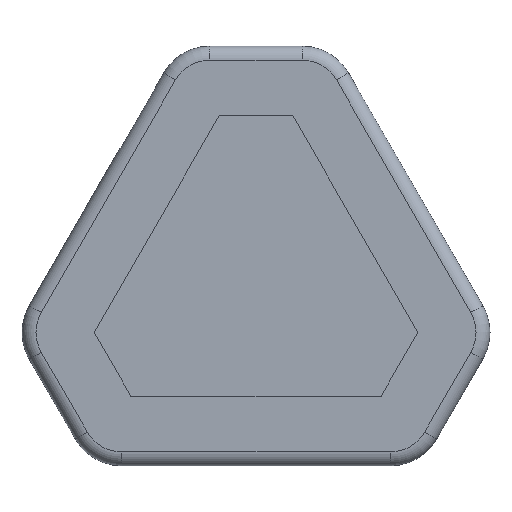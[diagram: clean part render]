
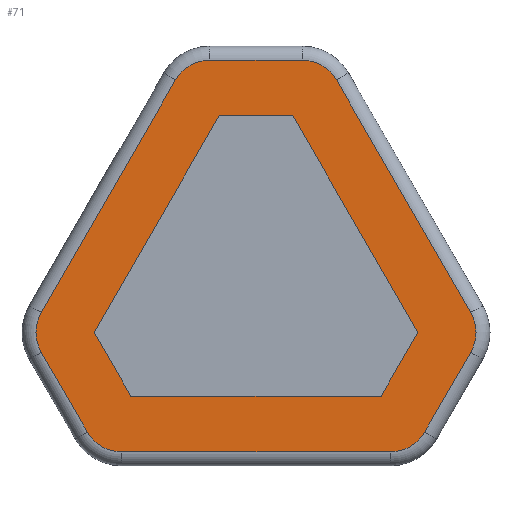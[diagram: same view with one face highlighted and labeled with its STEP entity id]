
A CAD part, front view. The second image highlights one B-rep face of the part: STEP entity #71.
In plain terms, the highlighted planar face has unit normal (0, -1, 0).
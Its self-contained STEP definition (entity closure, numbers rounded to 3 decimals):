
#11 = VECTOR ( 'NONE', #385, 1000. ) ;
#26 = CIRCLE ( 'NONE', #2232, 3.7 ) ;
#31 = ORIENTED_EDGE ( 'NONE', *, *, #178, .F. ) ;
#37 = ORIENTED_EDGE ( 'NONE', *, *, #560, .T. ) ;
#62 = CARTESIAN_POINT ( 'NONE',  ( -32.717, 0., 1.406 ) ) ;
#71 = ADVANCED_FACE ( 'NONE', ( #1510, #1090 ), #730, .F. ) ;
#77 = EDGE_CURVE ( 'NONE', #230, #1854, #1865, .T. ) ;
#79 = CARTESIAN_POINT ( 'NONE',  ( -21.052, 0., 21.611 ) ) ;
#105 = EDGE_CURVE ( 'NONE', #1531, #868, #134, .T. ) ;
#134 = CIRCLE ( 'NONE', #646, 3.7 ) ;
#178 = EDGE_CURVE ( 'NONE', #2333, #1008, #374, .T. ) ;
#230 = VERTEX_POINT ( 'NONE', #2140 ) ;
#234 = EDGE_CURVE ( 'NONE', #1613, #2333, #1562, .T. ) ;
#237 = CIRCLE ( 'NONE', #1609, 3.7 ) ;
#247 = CARTESIAN_POINT ( 'NONE',  ( -25.122, 0., 24.961 ) ) ;
#291 = VERTEX_POINT ( 'NONE', #1218 ) ;
#329 = CARTESIAN_POINT ( 'NONE',  ( -2.519, 0., 1.406 ) ) ;
#333 = DIRECTION ( 'NONE',  ( -0.5, 0., 0.866 ) ) ;
#336 = CARTESIAN_POINT ( 'NONE',  ( -21.052, 0., 21.611 ) ) ;
#348 = DIRECTION ( 'NONE',  ( -0.5, 0., -0.866 ) ) ;
#370 = VERTEX_POINT ( 'NONE', #247 ) ;
#374 = LINE ( 'NONE', #336, #2053 ) ;
#379 = CARTESIAN_POINT ( 'NONE',  ( -5.953, 0., -4.542 ) ) ;
#385 = DIRECTION ( 'NONE',  ( -1., 0., 0. ) ) ;
#389 = CARTESIAN_POINT ( 'NONE',  ( -37.653, 0., 3.256 ) ) ;
#408 = CARTESIAN_POINT ( 'NONE',  ( -2.519, 0., 1.406 ) ) ;
#448 = LINE ( 'NONE', #62, #933 ) ;
#467 = ORIENTED_EDGE ( 'NONE', *, *, #839, .F. ) ;
#497 = CARTESIAN_POINT ( 'NONE',  ( -21.918, 0., 26.811 ) ) ;
#507 = EDGE_CURVE ( 'NONE', #1854, #370, #2013, .T. ) ;
#515 = LINE ( 'NONE', #766, #1096 ) ;
#560 = EDGE_CURVE ( 'NONE', #831, #1111, #1098, .T. ) ;
#564 = ORIENTED_EDGE ( 'NONE', *, *, #637, .F. ) ;
#588 = VERTEX_POINT ( 'NONE', #1506 ) ;
#606 = VECTOR ( 'NONE', #1848, 1000. ) ;
#609 = VECTOR ( 'NONE', #333, 1000. ) ;
#629 = ORIENTED_EDGE ( 'NONE', *, *, #507, .T. ) ;
#637 = EDGE_CURVE ( 'NONE', #1635, #1785, #515, .T. ) ;
#646 = AXIS2_PLACEMENT_3D ( 'NONE', #1876, #1300, #2080 ) ;
#730 = PLANE ( 'NONE',  #1169 ) ;
#751 = EDGE_CURVE ( 'NONE', #1747, #230, #761, .T. ) ;
#761 = CIRCLE ( 'NONE', #1391, 3.7 ) ;
#766 = CARTESIAN_POINT ( 'NONE',  ( -29.283, 0., -4.542 ) ) ;
#792 = DIRECTION ( 'NONE',  ( -0.5, 0., 0.866 ) ) ;
#820 = EDGE_LOOP ( 'NONE', ( #31, #1256, #2011, #467, #564, #1082 ) ) ;
#825 = CARTESIAN_POINT ( 'NONE',  ( -33.353, 0., -7.892 ) ) ;
#831 = VERTEX_POINT ( 'NONE', #2213 ) ;
#839 = EDGE_CURVE ( 'NONE', #1785, #918, #1636, .T. ) ;
#849 = VECTOR ( 'NONE', #2434, 1000. ) ;
#863 = DIRECTION ( 'NONE',  ( 0.5, 0., -0.866 ) ) ;
#868 = VERTEX_POINT ( 'NONE', #1526 ) ;
#918 = VERTEX_POINT ( 'NONE', #329 ) ;
#928 = DIRECTION ( 'NONE',  ( 0., -1., 0. ) ) ;
#933 = VECTOR ( 'NONE', #863, 1000. ) ;
#946 = CARTESIAN_POINT ( 'NONE',  ( 2.418, 0., -0.444 ) ) ;
#988 = CARTESIAN_POINT ( 'NONE',  ( -32.717, 0., 1.406 ) ) ;
#1008 = VERTEX_POINT ( 'NONE', #988 ) ;
#1063 = CARTESIAN_POINT ( 'NONE',  ( -21.918, 0., 23.111 ) ) ;
#1071 = ORIENTED_EDGE ( 'NONE', *, *, #1662, .T. ) ;
#1078 = CARTESIAN_POINT ( 'NONE',  ( -5.087, 0., -9.742 ) ) ;
#1082 = ORIENTED_EDGE ( 'NONE', *, *, #1181, .F. ) ;
#1088 = EDGE_CURVE ( 'NONE', #370, #1531, #1179, .T. ) ;
#1090 = FACE_OUTER_BOUND ( 'NONE', #2033, .T. ) ;
#1096 = VECTOR ( 'NONE', #1981, 1000. ) ;
#1098 = LINE ( 'NONE', #1657, #1221 ) ;
#1111 = VERTEX_POINT ( 'NONE', #946 ) ;
#1169 = AXIS2_PLACEMENT_3D ( 'NONE', #2498, #1278, #2056 ) ;
#1177 = EDGE_CURVE ( 'NONE', #291, #1187, #2043, .T. ) ;
#1179 = LINE ( 'NONE', #389, #2306 ) ;
#1181 = EDGE_CURVE ( 'NONE', #1008, #1635, #448, .T. ) ;
#1187 = VERTEX_POINT ( 'NONE', #1078 ) ;
#1202 = CARTESIAN_POINT ( 'NONE',  ( -0.787, 0., 1.406 ) ) ;
#1216 = DIRECTION ( 'NONE',  ( 0., -1., 0. ) ) ;
#1218 = CARTESIAN_POINT ( 'NONE',  ( -30.149, 0., -9.742 ) ) ;
#1220 = AXIS2_PLACEMENT_3D ( 'NONE', #1063, #2236, #1244 ) ;
#1221 = VECTOR ( 'NONE', #1457, 1000. ) ;
#1224 = CARTESIAN_POINT ( 'NONE',  ( -13.318, 0., 23.111 ) ) ;
#1232 = ORIENTED_EDGE ( 'NONE', *, *, #77, .T. ) ;
#1244 = DIRECTION ( 'NONE',  ( 0., 0., 1. ) ) ;
#1256 = ORIENTED_EDGE ( 'NONE', *, *, #234, .F. ) ;
#1278 = DIRECTION ( 'NONE',  ( 0., 1., 0. ) ) ;
#1296 = CARTESIAN_POINT ( 'NONE',  ( -14.184, 0., 21.611 ) ) ;
#1300 = DIRECTION ( 'NONE',  ( 0., -1., 0. ) ) ;
#1311 = AXIS2_PLACEMENT_3D ( 'NONE', #1518, #928, #2311 ) ;
#1328 = ORIENTED_EDGE ( 'NONE', *, *, #751, .T. ) ;
#1342 = CARTESIAN_POINT ( 'NONE',  ( -10.113, 0., 24.961 ) ) ;
#1391 = AXIS2_PLACEMENT_3D ( 'NONE', #1224, #2021, #2419 ) ;
#1410 = LINE ( 'NONE', #825, #1565 ) ;
#1457 = DIRECTION ( 'NONE',  ( 0.5, 0., 0.866 ) ) ;
#1490 = DIRECTION ( 'NONE',  ( -1., 0., 0. ) ) ;
#1506 = CARTESIAN_POINT ( 'NONE',  ( -33.353, 0., -7.892 ) ) ;
#1510 = FACE_BOUND ( 'NONE', #820, .T. ) ;
#1518 = CARTESIAN_POINT ( 'NONE',  ( -5.087, 0., -6.042 ) ) ;
#1526 = CARTESIAN_POINT ( 'NONE',  ( -37.653, 0., -0.444 ) ) ;
#1531 = VERTEX_POINT ( 'NONE', #2459 ) ;
#1562 = LINE ( 'NONE', #2356, #11 ) ;
#1565 = VECTOR ( 'NONE', #2387, 1000. ) ;
#1609 = AXIS2_PLACEMENT_3D ( 'NONE', #1724, #2526, #2107 ) ;
#1613 = VERTEX_POINT ( 'NONE', #1296 ) ;
#1635 = VERTEX_POINT ( 'NONE', #2287 ) ;
#1636 = LINE ( 'NONE', #1664, #849 ) ;
#1657 = CARTESIAN_POINT ( 'NONE',  ( 2.418, 0., -0.444 ) ) ;
#1662 = EDGE_CURVE ( 'NONE', #1187, #831, #1976, .T. ) ;
#1664 = CARTESIAN_POINT ( 'NONE',  ( -5.953, 0., -4.542 ) ) ;
#1672 = ORIENTED_EDGE ( 'NONE', *, *, #1177, .T. ) ;
#1686 = EDGE_CURVE ( 'NONE', #1931, #1747, #2515, .T. ) ;
#1724 = CARTESIAN_POINT ( 'NONE',  ( -30.149, 0., -6.042 ) ) ;
#1747 = VERTEX_POINT ( 'NONE', #1342 ) ;
#1785 = VERTEX_POINT ( 'NONE', #379 ) ;
#1800 = ORIENTED_EDGE ( 'NONE', *, *, #2546, .T. ) ;
#1848 = DIRECTION ( 'NONE',  ( 1., 0., 0. ) ) ;
#1854 = VERTEX_POINT ( 'NONE', #2009 ) ;
#1865 = LINE ( 'NONE', #497, #1885 ) ;
#1876 = CARTESIAN_POINT ( 'NONE',  ( -34.449, 0., 1.406 ) ) ;
#1879 = CARTESIAN_POINT ( 'NONE',  ( 2.418, 0., 3.256 ) ) ;
#1885 = VECTOR ( 'NONE', #1490, 1000. ) ;
#1921 = DIRECTION ( 'NONE',  ( -0.5, 0., -0.866 ) ) ;
#1931 = VERTEX_POINT ( 'NONE', #1879 ) ;
#1976 = CIRCLE ( 'NONE', #1311, 3.7 ) ;
#1979 = VECTOR ( 'NONE', #792, 1000. ) ;
#1981 = DIRECTION ( 'NONE',  ( 1., 0., 0. ) ) ;
#2009 = CARTESIAN_POINT ( 'NONE',  ( -21.918, 0., 26.811 ) ) ;
#2011 = ORIENTED_EDGE ( 'NONE', *, *, #2238, .F. ) ;
#2013 = CIRCLE ( 'NONE', #1220, 3.7 ) ;
#2021 = DIRECTION ( 'NONE',  ( 0., -1., 0. ) ) ;
#2033 = EDGE_LOOP ( 'NONE', ( #2066, #1328, #1232, #629, #2240, #2035, #2136, #2212, #1672, #1071, #37, #1800 ) ) ;
#2035 = ORIENTED_EDGE ( 'NONE', *, *, #105, .T. ) ;
#2043 = LINE ( 'NONE', #2227, #606 ) ;
#2053 = VECTOR ( 'NONE', #1921, 1000. ) ;
#2056 = DIRECTION ( 'NONE',  ( 0., 0., 1. ) ) ;
#2066 = ORIENTED_EDGE ( 'NONE', *, *, #1686, .T. ) ;
#2080 = DIRECTION ( 'NONE',  ( 0., 0., 1. ) ) ;
#2107 = DIRECTION ( 'NONE',  ( 0., 0., 1. ) ) ;
#2109 = CARTESIAN_POINT ( 'NONE',  ( -10.113, 0., 24.961 ) ) ;
#2136 = ORIENTED_EDGE ( 'NONE', *, *, #2273, .T. ) ;
#2140 = CARTESIAN_POINT ( 'NONE',  ( -13.318, 0., 26.811 ) ) ;
#2145 = EDGE_CURVE ( 'NONE', #588, #291, #237, .T. ) ;
#2212 = ORIENTED_EDGE ( 'NONE', *, *, #2145, .T. ) ;
#2213 = CARTESIAN_POINT ( 'NONE',  ( -1.882, 0., -7.892 ) ) ;
#2227 = CARTESIAN_POINT ( 'NONE',  ( -5.087, 0., -9.742 ) ) ;
#2232 = AXIS2_PLACEMENT_3D ( 'NONE', #1202, #1216, #2239 ) ;
#2236 = DIRECTION ( 'NONE',  ( 0., -1., 0. ) ) ;
#2238 = EDGE_CURVE ( 'NONE', #918, #1613, #2591, .T. ) ;
#2239 = DIRECTION ( 'NONE',  ( 0., 0., 1. ) ) ;
#2240 = ORIENTED_EDGE ( 'NONE', *, *, #1088, .T. ) ;
#2273 = EDGE_CURVE ( 'NONE', #868, #588, #1410, .T. ) ;
#2287 = CARTESIAN_POINT ( 'NONE',  ( -29.283, 0., -4.542 ) ) ;
#2306 = VECTOR ( 'NONE', #348, 1000. ) ;
#2311 = DIRECTION ( 'NONE',  ( 0., 0., 1. ) ) ;
#2333 = VERTEX_POINT ( 'NONE', #79 ) ;
#2356 = CARTESIAN_POINT ( 'NONE',  ( -14.184, 0., 21.611 ) ) ;
#2387 = DIRECTION ( 'NONE',  ( 0.5, 0., -0.866 ) ) ;
#2419 = DIRECTION ( 'NONE',  ( 0., 0., 1. ) ) ;
#2434 = DIRECTION ( 'NONE',  ( 0.5, 0., 0.866 ) ) ;
#2459 = CARTESIAN_POINT ( 'NONE',  ( -37.653, 0., 3.256 ) ) ;
#2498 = CARTESIAN_POINT ( 'NONE',  ( 0., 0., 0. ) ) ;
#2515 = LINE ( 'NONE', #2109, #609 ) ;
#2526 = DIRECTION ( 'NONE',  ( 0., -1., 0. ) ) ;
#2546 = EDGE_CURVE ( 'NONE', #1111, #1931, #26, .T. ) ;
#2591 = LINE ( 'NONE', #408, #1979 ) ;
